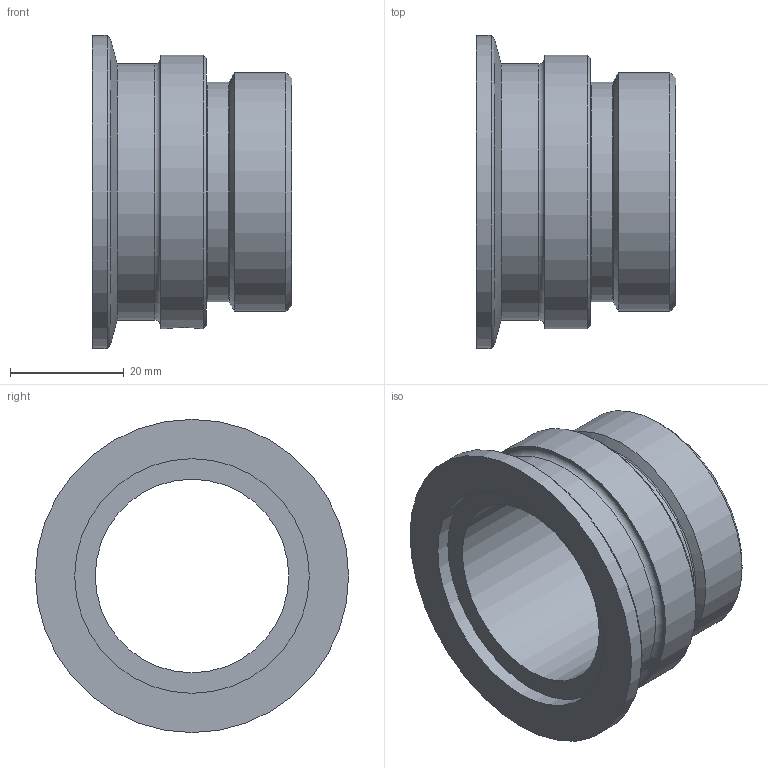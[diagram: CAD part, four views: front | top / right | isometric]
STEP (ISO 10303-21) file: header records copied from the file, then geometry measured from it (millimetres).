
FILE_DESCRIPTION(/* description */ (''),/* implementation_level */ '2;1');
FILE_NAME(/* time_stamp */ '2016-09-27T09:42:54+02:00',/* organization */ ('Pfeiffer Vacuum'),/* preprocessor_version */ 'ST-DEVELOPER v15.6',/* originating_system */ 'Autodesk Inventor 2015',/* authorisation */ '');
FILE_SCHEMA (('AUTOMOTIVE_DESIGN { 1 0 10303 214 3 1 1 }'));
Length unit declared in the file: millimetre
Products named in the file (1): PK300525
Bounding box: 35 x 55 x 55 mm (x, y, z)
Volume: 23133.1 mm3; surface area: 12096.6 mm2
Topology: 1 solids, 1 shells, 22 faces, 42 edges, 25 vertices
Faces by surface type: cylinder 8, cone 5, plane 5, torus 4
Full cylindrical faces by diameter (mm): 6 x1, 34 x1, 38.5 x1, 41.2 x1, 41.91 x1, 45 x1, 48 x1, 55 x1
Entity records: 511 total; most frequent: CARTESIAN_POINT 104, DIRECTION 88, ORIENTED_EDGE 46, EDGE_LOOP 44, AXIS2_PLACEMENT_3D 44, VERTEX_POINT 23, EDGE_CURVE 23, FACE_BOUND 22
